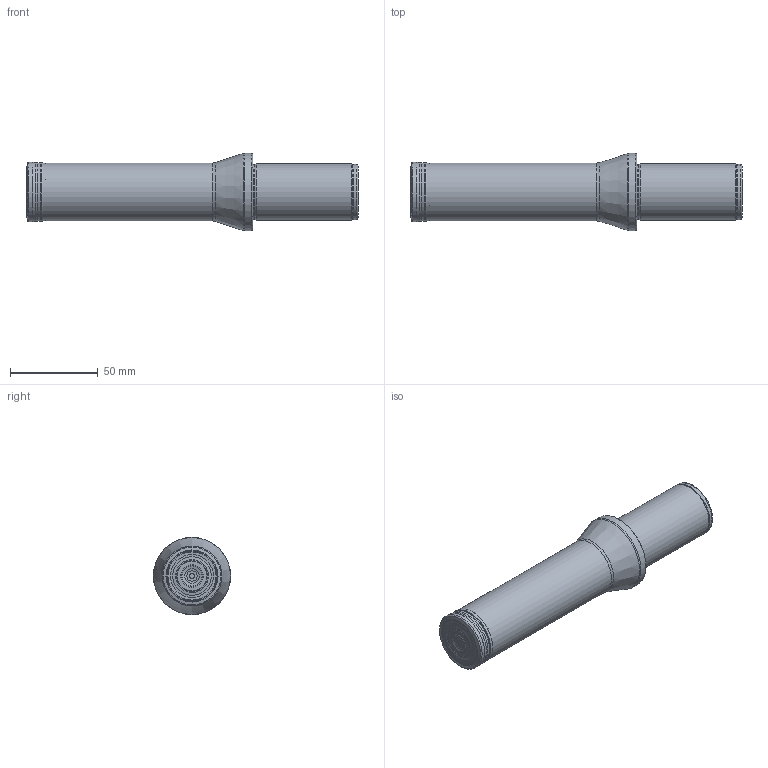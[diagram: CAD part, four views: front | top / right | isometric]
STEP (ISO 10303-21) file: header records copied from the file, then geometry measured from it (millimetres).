
FILE_DESCRIPTION(/* description */ (''),/* implementation_level */ '2;1');
FILE_NAME(/* name */ 'ATUM-34XD3-SOMT-11T308-light.stp',/* time_stamp */ '2023-10-20T20:39:14+03:00',/* author */ (''),/* organization */ (''),/* preprocessor_version */ 'ST-DEVELOPER v19.4',/* originating_system */ 'SIEMENS PLM Software NX2306.3001',/* authorisation */ '');
FILE_SCHEMA (('AUTOMOTIVE_DESIGN { 1 0 10303 214 3 1 1 1 }'));
Length unit declared in the file: millimetre
Products named in the file (1): STP_ATUM 32XD3 SOMT 11T308
Bounding box: 189 x 44 x 44 mm (x, y, z)
Volume: 175526.6 mm3; surface area: 24858.9 mm2
Topology: 2 solids, 2 shells, 67 faces, 171 edges, 109 vertices
Faces by surface type: revolution 44, torus 8, cylinder 5, cone 5, plane 5
Full cylindrical faces by diameter (mm): 31.5 x2, 32 x1, 33 x1, 44 x1
Entity records: 1560 total; most frequent: CARTESIAN_POINT 350, DIRECTION 252, EDGE_LOOP 130, ORIENTED_EDGE 130, FACE_BOUND 126, AXIS2_PLACEMENT_3D 93, CIRCLE 69, ADVANCED_FACE 67
